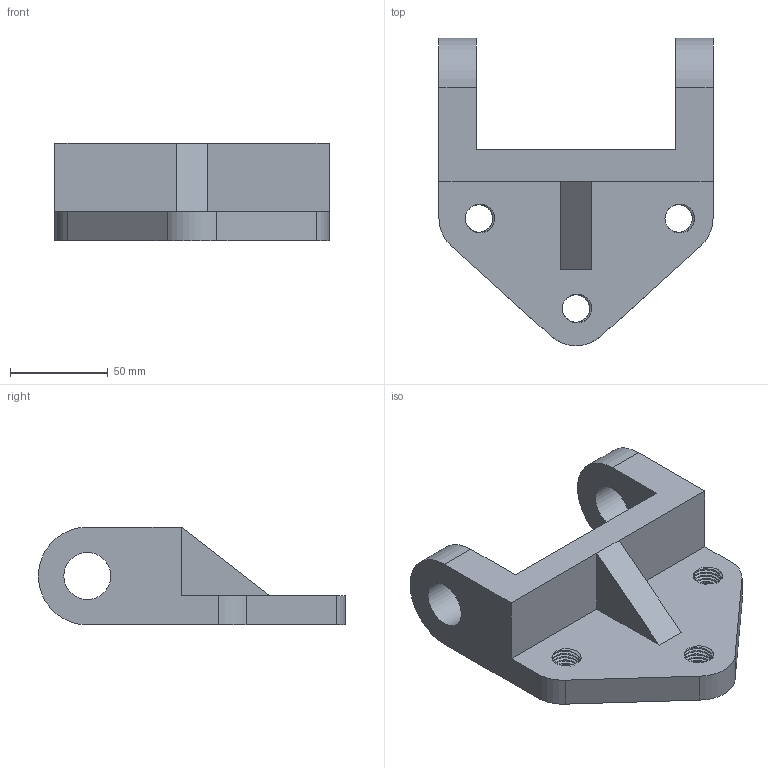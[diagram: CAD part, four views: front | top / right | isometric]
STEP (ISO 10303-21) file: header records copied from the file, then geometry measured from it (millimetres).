
FILE_DESCRIPTION(('FreeCAD Model'),'2;1');
FILE_NAME('Open CASCADE Shape Model','2024-09-17T17:56:28',(''),(''), 'Open CASCADE STEP processor 7.7','FreeCAD','Unknown');
FILE_SCHEMA(('AUTOMOTIVE_DESIGN { 1 0 10303 214 1 1 1 1 }'));
Length unit declared in the file: millimetre
Products named in the file (1): pieza
Bounding box: 140 x 156.94 x 50 mm (x, y, z)
Volume: 320428.6 mm3; surface area: 56264.3 mm2
Topology: 1 solids, 1 shells, 127 faces, 283 edges, 158 vertices
Faces by surface type: bspline 78, cylinder 34, plane 15
Full cylindrical faces by diameter (mm): 14.038 x21, 24 x2
Entity records: 12797 total; most frequent: CARTESIAN_POINT 10598, ORIENTED_EDGE 566, EDGE_CURVE 283, DIRECTION 214, B_SPLINE_CURVE_WITH_KNOTS 192, VERTEX_POINT 158, FACE_BOUND 137, EDGE_LOOP 137
